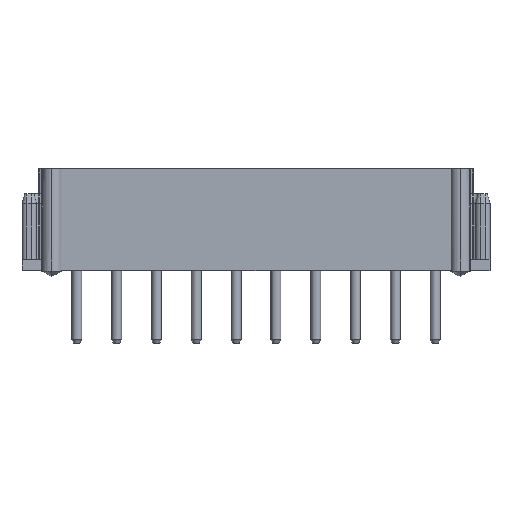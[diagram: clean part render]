
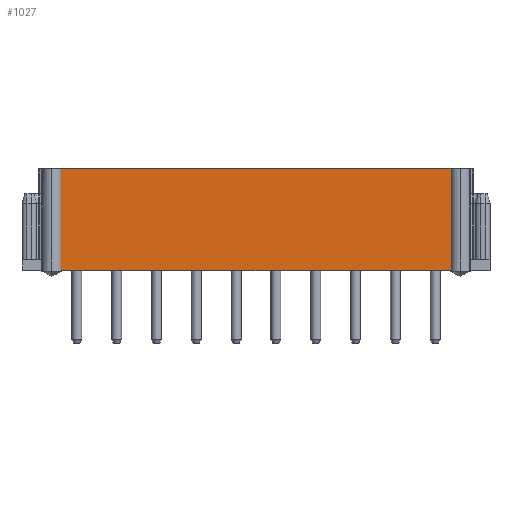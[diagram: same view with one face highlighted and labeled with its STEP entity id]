
A CAD part, top view. The second image highlights one B-rep face of the part: STEP entity #1027.
In plain terms, the highlighted planar face has unit normal (0, 0, 1).
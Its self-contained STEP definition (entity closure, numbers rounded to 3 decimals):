
#1027=ADVANCED_FACE('',(#2119),#2120,.T.);
#2119=FACE_OUTER_BOUND('',#4107,.T.);
#2120=PLANE('',#4108);
#4107=EDGE_LOOP('',(#7750,#7751,#7752,#7753));
#4108=AXIS2_PLACEMENT_3D('',#7754,#7755,#7756);
#7750=ORIENTED_EDGE('',*,*,#11459,.F.);
#7751=ORIENTED_EDGE('',*,*,#11235,.F.);
#7752=ORIENTED_EDGE('',*,*,#11460,.F.);
#7753=ORIENTED_EDGE('',*,*,#11325,.T.);
#7754=CARTESIAN_POINT('',(10.75,0.0,2.775));
#7755=DIRECTION('',(0.0,0.0,1.0));
#7756=DIRECTION('',(1.0,0.0,0.0));
#11235=EDGE_CURVE('',#13218,#13179,#13220,.T.);
#11325=EDGE_CURVE('',#13334,#13332,#13335,.T.);
#11459=EDGE_CURVE('',#13179,#13332,#13543,.T.);
#11460=EDGE_CURVE('',#13334,#13218,#13544,.T.);
#13179=VERTEX_POINT('',#15785);
#13218=VERTEX_POINT('',#15843);
#13220=LINE('',#15845,#15846);
#13332=VERTEX_POINT('',#15984);
#13334=VERTEX_POINT('',#15986);
#13335=LINE('',#15987,#15988);
#13543=LINE('',#16302,#16303);
#13544=LINE('',#16304,#16305);
#15785=CARTESIAN_POINT('',(-9.792,0.0,2.775));
#15843=CARTESIAN_POINT('',(9.792,0.0,2.775));
#15845=CARTESIAN_POINT('',(9.792,0.0,2.775));
#15846=VECTOR('',#19151,19.583);
#15984=CARTESIAN_POINT('',(-9.792,5.1,2.775));
#15986=CARTESIAN_POINT('',(9.792,5.1,2.775));
#15987=CARTESIAN_POINT('',(9.792,5.1,2.775));
#15988=VECTOR('',#19367,19.583);
#16302=CARTESIAN_POINT('',(-9.792,0.0,2.775));
#16303=VECTOR('',#19555,5.1);
#16304=CARTESIAN_POINT('',(9.792,5.1,2.775));
#16305=VECTOR('',#19556,5.1);
#19151=DIRECTION('',(-1.0,0.0,0.0));
#19367=DIRECTION('',(-1.0,0.0,0.0));
#19555=DIRECTION('',(0.0,1.0,0.0));
#19556=DIRECTION('',(0.0,-1.0,0.0));
